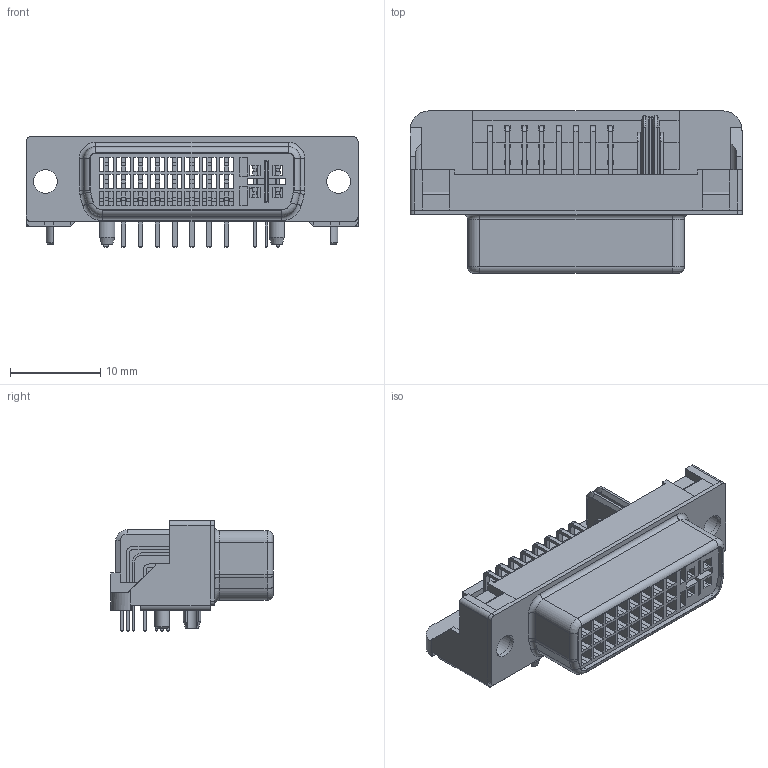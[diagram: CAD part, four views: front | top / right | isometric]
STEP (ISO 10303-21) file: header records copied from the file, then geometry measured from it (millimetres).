
FILE_DESCRIPTION(('FreeCAD Model'),'2;1');
FILE_NAME('Open CASCADE Shape Model','2024-04-26T03:07:09',( 'kicad StepUp'),('ksu MCAD'),'Open CASCADE STEP processor 7.7', 'FreeCAD','Unknown');
FILE_SCHEMA(('AUTOMOTIVE_DESIGN { 1 0 10303 214 1 1 1 1 }'));
Length unit declared in the file: millimetre
Products named in the file (1): DVI-I_Molex_74320-1004_Horizontal
Bounding box: 36.83 x 18.03 x 12.25 mm (x, y, z)
Volume: 2593.1 mm3; surface area: 5472.8 mm2
Topology: 30 solids, 32 shells, 1451 faces, 3683 edges, 2286 vertices
Faces by surface type: plane 1321, cylinder 110, torus 10, cone 8, revolution 2
Full cylindrical faces by diameter (mm): 2.65 x2, 3.175 x2
Entity records: 27381 total; most frequent: ORIENTED_EDGE 5576, CARTESIAN_POINT 4076, EDGE_CURVE 3683, LINE 2977, VERTEX_POINT 2286, FACE_BOUND 1567, EDGE_LOOP 1567, ADVANCED_FACE 1451
